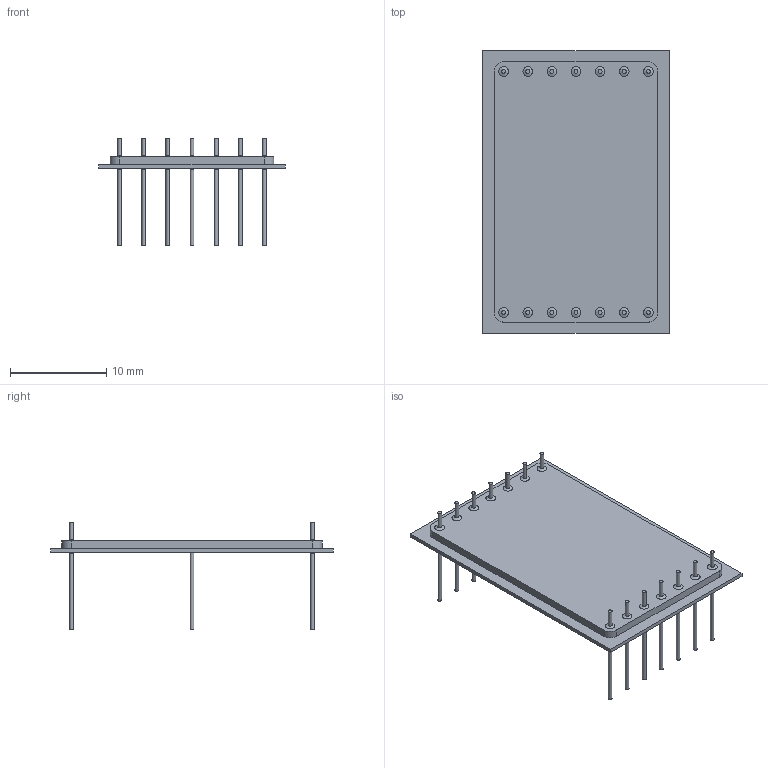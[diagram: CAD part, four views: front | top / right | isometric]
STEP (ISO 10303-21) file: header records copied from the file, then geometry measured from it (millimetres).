
FILE_DESCRIPTION(('STEP AP214'), '1');
FILE_NAME('155.15-2 扻豵鵨', '', ('UNSPECIFIED'), ('UNSPECIFIED'), 'ASCON STEP Converter 1.3', 'ASCON Math Kernel', '');
FILE_SCHEMA(('AUTOMOTIVE_DESIGN { 1 0 10303 214 3 1 1}'));
Length unit declared in the file: millimetre
Assembly tree (16 placements, depth 3):
  (unnamed)
    (unnamed)
    (unnamed)  x14
      (unnamed)
Bounding box: 19.35 x 29.35 x 11.1 mm (x, y, z)
Volume: 613.1 mm3; surface area: 1581.5 mm2
Topology: 29 solids, 29 shells, 129 faces, 235 edges, 138 vertices
Faces by surface type: cylinder 61, plane 40, cone 28
Full cylindrical faces by diameter (mm): 0.4 x29, 1 x28
Entity records: 1900 total; most frequent: DIRECTION 226, CARTESIAN_POINT 187, ORIENTED_EDGE 144, AXIS2_PLACEMENT_3D 99, EDGE_LOOP 88, EDGE_CURVE 72, VERTEX_POINT 60, FACE_BOUND 48
